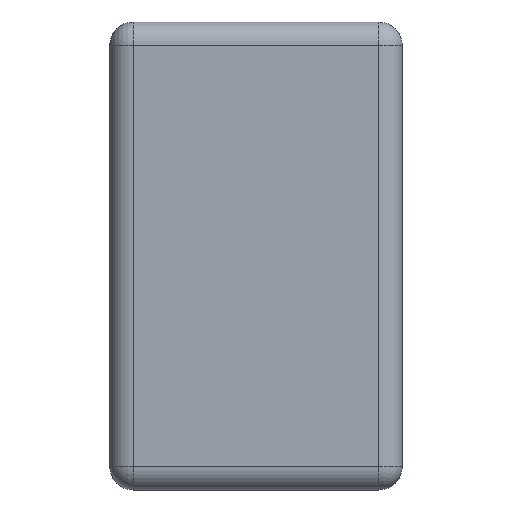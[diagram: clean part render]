
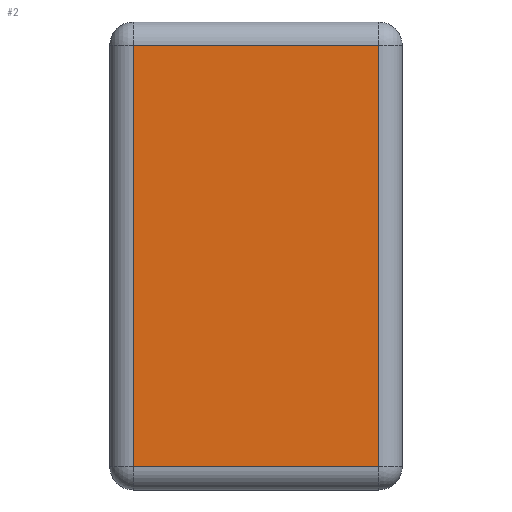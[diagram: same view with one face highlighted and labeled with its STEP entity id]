
A CAD part, left-side view. The second image highlights one B-rep face of the part: STEP entity #2.
In plain terms, the highlighted planar face has unit normal (-1, 0, 0).
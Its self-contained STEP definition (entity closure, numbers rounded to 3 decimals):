
#2 = ADVANCED_FACE ( 'NONE', ( #262 ), #651, .F. ) ;
#39 = EDGE_CURVE ( 'NONE', #554, #612, #915, .T. ) ;
#41 = VERTEX_POINT ( 'NONE', #558 ) ;
#51 = ORIENTED_EDGE ( 'NONE', *, *, #910, .T. ) ;
#65 = VECTOR ( 'NONE', #966, 1000. ) ;
#76 = LINE ( 'NONE', #330, #793 ) ;
#149 = CARTESIAN_POINT ( 'NONE',  ( -1.6, 1., -0.72 ) ) ;
#183 = CARTESIAN_POINT ( 'NONE',  ( -1.6, 0.92, -0.8 ) ) ;
#207 = CARTESIAN_POINT ( 'NONE',  ( -1.6, 0.08, 0.72 ) ) ;
#223 = DIRECTION ( 'NONE',  ( 0., 0., 1. ) ) ;
#262 = FACE_OUTER_BOUND ( 'NONE', #676, .T. ) ;
#298 = EDGE_CURVE ( 'NONE', #41, #713, #825, .T. ) ;
#327 = ORIENTED_EDGE ( 'NONE', *, *, #298, .T. ) ;
#330 = CARTESIAN_POINT ( 'NONE',  ( -1.6, 0.08, -0.8 ) ) ;
#343 = LINE ( 'NONE', #183, #65 ) ;
#359 = DIRECTION ( 'NONE',  ( 1., 0., 0. ) ) ;
#361 = AXIS2_PLACEMENT_3D ( 'NONE', #1143, #359, #1146 ) ;
#370 = ORIENTED_EDGE ( 'NONE', *, *, #39, .T. ) ;
#523 = VECTOR ( 'NONE', #1220, 1000. ) ;
#554 = VERTEX_POINT ( 'NONE', #207 ) ;
#558 = CARTESIAN_POINT ( 'NONE',  ( -1.6, 0.92, -0.72 ) ) ;
#612 = VERTEX_POINT ( 'NONE', #911 ) ;
#651 = PLANE ( 'NONE',  #361 ) ;
#656 = VECTOR ( 'NONE', #747, 1000. ) ;
#676 = EDGE_LOOP ( 'NONE', ( #1246, #327, #51, #370 ) ) ;
#713 = VERTEX_POINT ( 'NONE', #745 ) ;
#728 = EDGE_CURVE ( 'NONE', #612, #41, #343, .T. ) ;
#745 = CARTESIAN_POINT ( 'NONE',  ( -1.6, 0.08, -0.72 ) ) ;
#747 = DIRECTION ( 'NONE',  ( 0., 1., 0. ) ) ;
#793 = VECTOR ( 'NONE', #223, 1000. ) ;
#825 = LINE ( 'NONE', #149, #523 ) ;
#849 = CARTESIAN_POINT ( 'NONE',  ( -1.6, 1., 0.72 ) ) ;
#910 = EDGE_CURVE ( 'NONE', #713, #554, #76, .T. ) ;
#911 = CARTESIAN_POINT ( 'NONE',  ( -1.6, 0.92, 0.72 ) ) ;
#915 = LINE ( 'NONE', #849, #656 ) ;
#966 = DIRECTION ( 'NONE',  ( 0., 0., -1. ) ) ;
#1143 = CARTESIAN_POINT ( 'NONE',  ( -1.6, 1., -0.8 ) ) ;
#1146 = DIRECTION ( 'NONE',  ( 0., 0., -1. ) ) ;
#1220 = DIRECTION ( 'NONE',  ( 0., -1., 0. ) ) ;
#1246 = ORIENTED_EDGE ( 'NONE', *, *, #728, .T. ) ;
